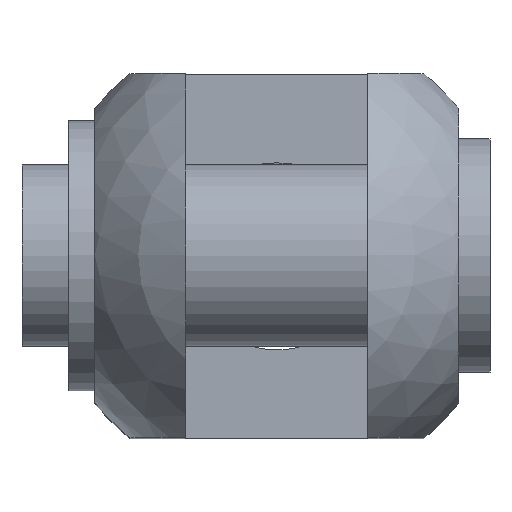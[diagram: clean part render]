
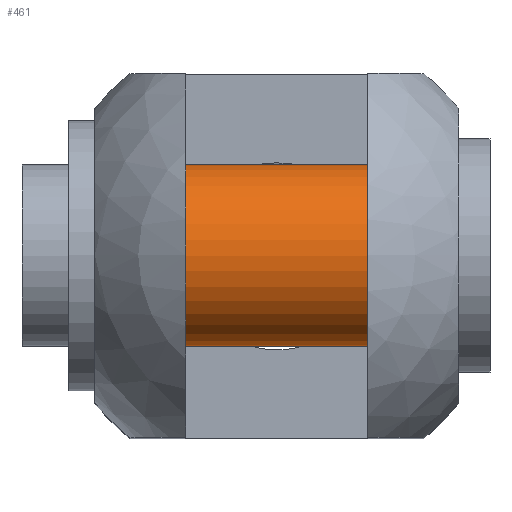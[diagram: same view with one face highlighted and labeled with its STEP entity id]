
A CAD part, top view. The second image highlights one B-rep face of the part: STEP entity #461.
In plain terms, the highlighted cylindrical face has radius 17.5 mm (diameter 35 mm), a full revolution.
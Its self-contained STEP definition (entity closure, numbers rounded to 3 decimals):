
#30=CYLINDRICAL_SURFACE('',#540,17.5);
#44=FACE_BOUND('',#103,.T.);
#65=FACE_OUTER_BOUND('',#102,.T.);
#102=EDGE_LOOP('',(#381));
#103=EDGE_LOOP('',(#382));
#170=CIRCLE('',#499,17.5);
#198=CIRCLE('',#541,17.5);
#211=VERTEX_POINT('',#729);
#244=VERTEX_POINT('',#828);
#259=EDGE_CURVE('',#211,#211,#170,.T.);
#299=EDGE_CURVE('',#244,#244,#198,.T.);
#381=ORIENTED_EDGE('',*,*,#259,.F.);
#382=ORIENTED_EDGE('',*,*,#299,.F.);
#461=ADVANCED_FACE('',(#65,#44),#30,.T.);
#499=AXIS2_PLACEMENT_3D('',#730,#578,#579);
#540=AXIS2_PLACEMENT_3D('',#827,#666,#667);
#541=AXIS2_PLACEMENT_3D('',#829,#668,#669);
#578=DIRECTION('center_axis',(-1.,0.,0.));
#579=DIRECTION('ref_axis',(0.,1.,0.));
#666=DIRECTION('center_axis',(1.,0.,0.));
#667=DIRECTION('ref_axis',(0.,1.,0.));
#668=DIRECTION('center_axis',(1.,0.,0.));
#669=DIRECTION('ref_axis',(0.,1.,0.));
#729=CARTESIAN_POINT('',(-17.5,-17.5,144.));
#730=CARTESIAN_POINT('Origin',(-17.5,0.,144.));
#827=CARTESIAN_POINT('Origin',(0.,0.,144.));
#828=CARTESIAN_POINT('',(17.5,-17.5,144.));
#829=CARTESIAN_POINT('Origin',(17.5,0.,144.));
